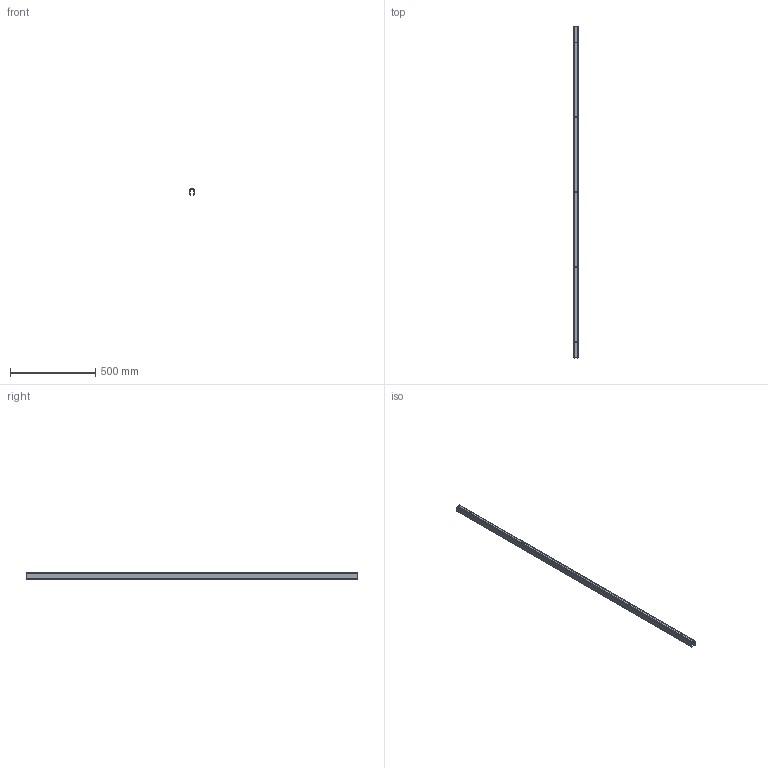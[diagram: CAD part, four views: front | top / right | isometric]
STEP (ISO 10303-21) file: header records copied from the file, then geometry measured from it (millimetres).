
FILE_DESCRIPTION(/* description */ (''),/* implementation_level */ '2;1');
FILE_NAME(/* name */ '13108_195.stp',/* time_stamp */ '2022-05-23T15:13:17+02:00',/* author */ ('DOMINIQUE'),/* organization */ (''),/* preprocessor_version */ 'ST-DEVELOPER v18.1',/* originating_system */ 'Autodesk Inventor 2021',/* authorisation */ '');
FILE_SCHEMA (('CONFIG_CONTROL_DESIGN'));
Length unit declared in the file: millimetre
Products named in the file (1): 13108_195
Bounding box: 27 x 1950 x 35.5 mm (x, y, z)
Volume: 414464.4 mm3; surface area: 436444.7 mm2
Topology: 1 solids, 1 shells, 97 faces, 270 edges, 180 vertices
Faces by surface type: cylinder 54, plane 43
Full cylindrical faces by diameter (mm): 5.3 x5, 10 x5
Entity records: 3213 total; most frequent: DIRECTION 574, CARTESIAN_POINT 548, ORIENTED_EDGE 540, EDGE_CURVE 270, AXIS2_PLACEMENT_3D 206, VERTEX_POINT 180, LINE 162, VECTOR 162
